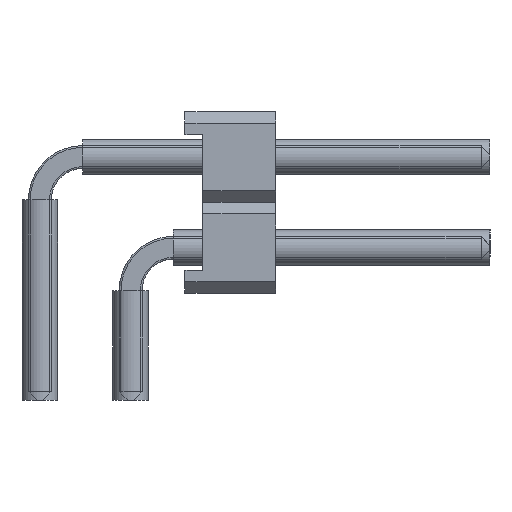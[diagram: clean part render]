
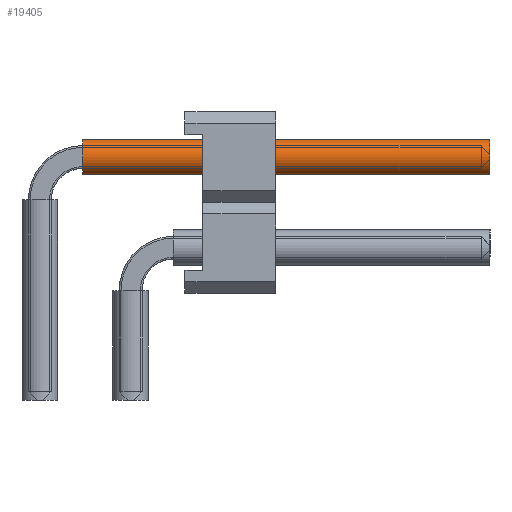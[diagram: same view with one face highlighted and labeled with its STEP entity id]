
A CAD part, left-side view. The second image highlights one B-rep face of the part: STEP entity #19405.
In plain terms, the highlighted cylindrical face has radius 0.5 mm (diameter 1 mm), a full revolution.
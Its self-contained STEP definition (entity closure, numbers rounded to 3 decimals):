
#10662=ORIENTED_EDGE('',*,*,#13432,.F.);
#10663=ORIENTED_EDGE('',*,*,#13433,.T.);
#13432=EDGE_CURVE('',#15276,#15276,#15940,.T.);
#13433=EDGE_CURVE('',#15277,#15277,#15941,.T.);
#15276=VERTEX_POINT('',#32233);
#15277=VERTEX_POINT('',#32235);
#15940=CIRCLE('',#21106,0.5);
#15941=CIRCLE('',#21107,0.5);
#17036=EDGE_LOOP('',(#10662));
#17037=EDGE_LOOP('',(#10663));
#18132=FACE_BOUND('',#17036,.T.);
#18133=FACE_BOUND('',#17037,.T.);
#18469=CYLINDRICAL_SURFACE('',#21105,0.5);
#19405=ADVANCED_FACE('',(#18132,#18133),#18469,.F.);
#21105=AXIS2_PLACEMENT_3D('',#32231,#26524,#26525);
#21106=AXIS2_PLACEMENT_3D('',#32232,#26526,#26527);
#21107=AXIS2_PLACEMENT_3D('',#32234,#26528,#26529);
#26524=DIRECTION('',(1.,0.,0.));
#26525=DIRECTION('',(0.,0.,-1.));
#26526=DIRECTION('',(-1.,0.,0.));
#26527=DIRECTION('',(0.,0.,1.));
#26528=DIRECTION('',(-1.,0.,0.));
#26529=DIRECTION('',(0.,0.,1.));
#32231=CARTESIAN_POINT('',(1.2,0.,6.81));
#32232=CARTESIAN_POINT('',(12.6,0.,6.81));
#32233=CARTESIAN_POINT('',(12.6,0.,7.31));
#32234=CARTESIAN_POINT('',(1.2,0.,6.81));
#32235=CARTESIAN_POINT('',(1.2,0.,7.31));
